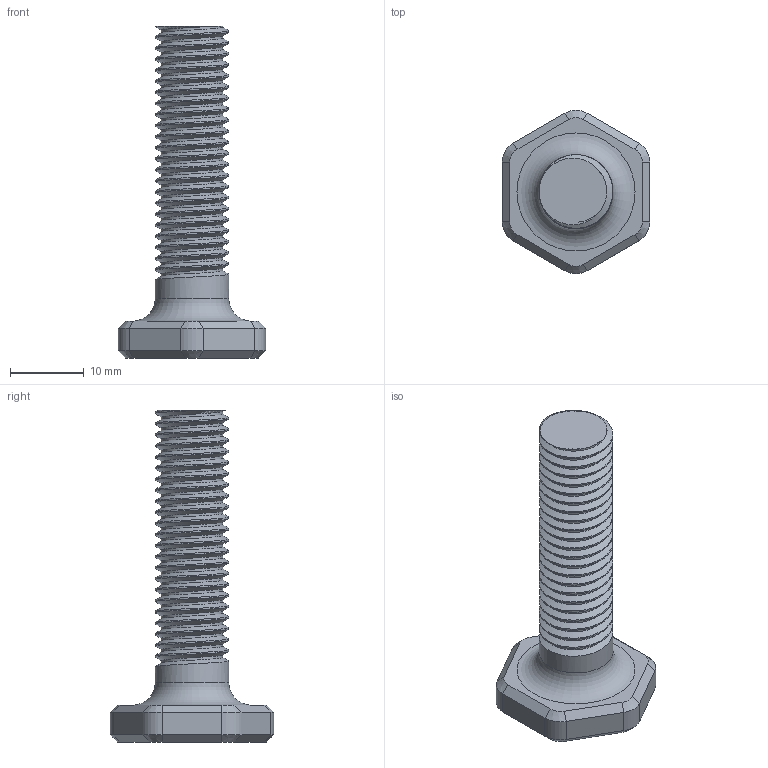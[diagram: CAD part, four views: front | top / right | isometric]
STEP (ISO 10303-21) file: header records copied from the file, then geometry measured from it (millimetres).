
FILE_DESCRIPTION(/* description */ (''),/* implementation_level */ '2;1');
FILE_NAME(/* name */ 'BP_ClampScrew.stp',/* time_stamp */ '2023-04-16T23:23:54-04:00',/* author */ (''),/* organization */ (''),/* preprocessor_version */ 'ST-DEVELOPER v18.102',/* originating_system */ 'SIEMENS PLM Software NX2206.6002',/* authorisation */ '');
FILE_SCHEMA (('AUTOMOTIVE_DESIGN { 1 0 10303 214 3 1 1 1 }'));
Length unit declared in the file: millimetre
Products named in the file (1): BP_ClampScrew
Bounding box: 20 x 22.17 x 45 mm (x, y, z)
Volume: 4329 mm3; surface area: 2654.9 mm2
Topology: 1 solids, 1 shells, 67 faces, 168 edges, 104 vertices
Faces by surface type: cylinder 30, plane 22, cone 12, bspline 2, torus 1
Full cylindrical faces by diameter (mm): 10 x23
Entity records: 5804 total; most frequent: CARTESIAN_POINT 4800, DIRECTION 206, ORIENTED_EDGE 196, EDGE_CURVE 98, AXIS2_PLACEMENT_3D 72, LINE 62, VECTOR 62, VERTEX_POINT 58
